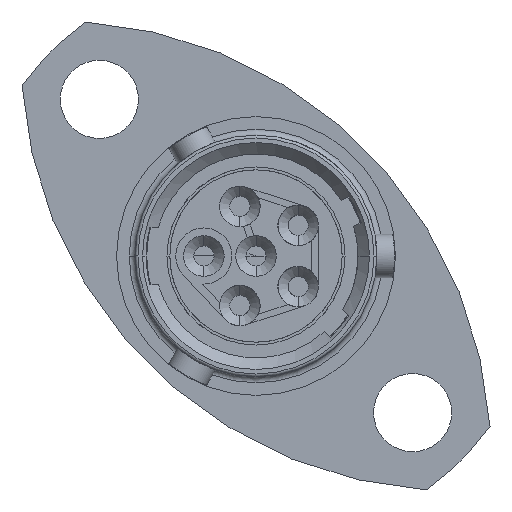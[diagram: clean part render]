
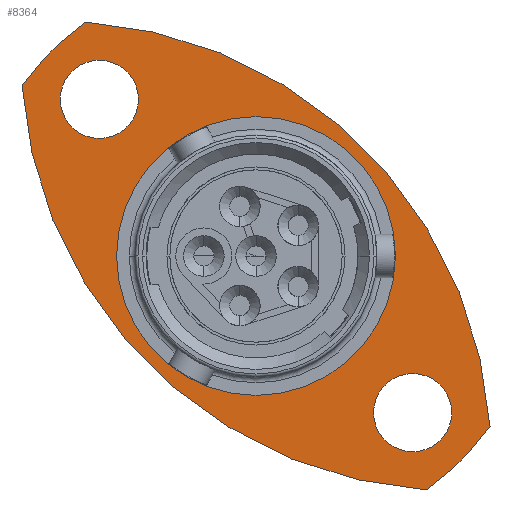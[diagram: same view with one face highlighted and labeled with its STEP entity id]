
A CAD part, left-side view. The second image highlights one B-rep face of the part: STEP entity #8364.
In plain terms, the highlighted planar face has unit normal (-1, 0, 0).
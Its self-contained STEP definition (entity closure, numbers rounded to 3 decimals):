
#5 = EDGE_CURVE ( 'NONE', #2188, #2198, #578, .T. ) ;
#9 = EDGE_CURVE ( 'NONE', #2388, #2302, #570, .T. ) ;
#267 = EDGE_CURVE ( 'NONE', #2306, #2253, #5532, .T. ) ;
#305 = EDGE_CURVE ( 'NONE', #11707, #2273, #5701, .T. ) ;
#307 = EDGE_CURVE ( 'NONE', #2302, #2388, #5155, .T. ) ;
#308 = EDGE_CURVE ( 'NONE', #2198, #2188, #5682, .T. ) ;
#309 = EDGE_CURVE ( 'NONE', #2253, #11707, #5216, .T. ) ;
#310 = EDGE_CURVE ( 'NONE', #2273, #2306, #5372, .T. ) ;
#311 = EDGE_CURVE ( 'NONE', #2247, #2296, #5708, .T. ) ;
#531 = AXIS2_PLACEMENT_3D ( 'NONE', #10458, #10460, #10455 ) ;
#570 = CIRCLE ( 'NONE', #531, 1.35 ) ;
#578 = CIRCLE ( 'NONE', #581, 1.35 ) ;
#581 = AXIS2_PLACEMENT_3D ( 'NONE', #10568, #10567, #10566 ) ;
#852 = CARTESIAN_POINT ( 'NONE',  ( -1.3, 8.085, 5.892 ) ) ;
#2188 = VERTEX_POINT ( 'NONE', #2783 ) ;
#2198 = VERTEX_POINT ( 'NONE', #2762 ) ;
#2247 = VERTEX_POINT ( 'NONE', #2711 ) ;
#2253 = VERTEX_POINT ( 'NONE', #10713 ) ;
#2273 = VERTEX_POINT ( 'NONE', #10696 ) ;
#2296 = VERTEX_POINT ( 'NONE', #10727 ) ;
#2302 = VERTEX_POINT ( 'NONE', #10737 ) ;
#2306 = VERTEX_POINT ( 'NONE', #10741 ) ;
#2388 = VERTEX_POINT ( 'NONE', #6345 ) ;
#2711 = CARTESIAN_POINT ( 'NONE',  ( -1.3, -4.807, 0. ) ) ;
#2762 = CARTESIAN_POINT ( 'NONE',  ( -1.3, 4.064, 5.409 ) ) ;
#2783 = CARTESIAN_POINT ( 'NONE',  ( -1.3, 6.764, 5.409 ) ) ;
#3556 = DIRECTION ( 'NONE',  ( 0., 1., 0. ) ) ;
#3558 = DIRECTION ( 'NONE',  ( 1., 0., 0. ) ) ;
#3559 = CARTESIAN_POINT ( 'NONE',  ( -1.3, 0.005, 0. ) ) ;
#3560 = DIRECTION ( 'NONE',  ( 0., -1., 0. ) ) ;
#3561 = DIRECTION ( 'NONE',  ( 1., 0., 0. ) ) ;
#3562 = CARTESIAN_POINT ( 'NONE',  ( -1.3, 6.892, -6.887 ) ) ;
#3566 = DIRECTION ( 'NONE',  ( 0., -1., 0. ) ) ;
#3567 = DIRECTION ( 'NONE',  ( 1., 0., 0. ) ) ;
#3568 = CARTESIAN_POINT ( 'NONE',  ( -1.3, -6.882, 6.887 ) ) ;
#3905 = DIRECTION ( 'NONE',  ( 0., -1., 0. ) ) ;
#3906 = DIRECTION ( 'NONE',  ( -1., 0., 0. ) ) ;
#3907 = CARTESIAN_POINT ( 'NONE',  ( -1.3, -10.029, 0. ) ) ;
#3917 = FACE_BOUND ( 'NONE', #7927, .T. ) ;
#3919 = FACE_OUTER_BOUND ( 'NONE', #7673, .T. ) ;
#3921 = FACE_BOUND ( 'NONE', #7595, .T. ) ;
#3923 = FACE_BOUND ( 'NONE', #7918, .T. ) ;
#3924 = PLANE ( 'NONE',  #4609 ) ;
#4609 = AXIS2_PLACEMENT_3D ( 'NONE', #3907, #3906, #3905 ) ;
#5090 = AXIS2_PLACEMENT_3D ( 'NONE', #3559, #3558, #3556 ) ;
#5094 = AXIS2_PLACEMENT_3D ( 'NONE', #10255, #10274, #10199 ) ;
#5136 = AXIS2_PLACEMENT_3D ( 'NONE', #3562, #3561, #3560 ) ;
#5155 = CIRCLE ( 'NONE', #5094, 1.35 ) ;
#5175 = AXIS2_PLACEMENT_3D ( 'NONE', #10123, #10122, #10068 ) ;
#5205 = AXIS2_PLACEMENT_3D ( 'NONE', #10308, #10311, #10181 ) ;
#5211 = AXIS2_PLACEMENT_3D ( 'NONE', #6204, #6203, #6202 ) ;
#5216 = CIRCLE ( 'NONE', #5715, 15. ) ;
#5372 = CIRCLE ( 'NONE', #5136, 15. ) ;
#5480 = CIRCLE ( 'NONE', #5211, 4.813 ) ;
#5532 = CIRCLE ( 'NONE', #5175, 10. ) ;
#5682 = CIRCLE ( 'NONE', #5757, 1.35 ) ;
#5701 = CIRCLE ( 'NONE', #5205, 10. ) ;
#5708 = CIRCLE ( 'NONE', #5090, 4.813 ) ;
#5715 = AXIS2_PLACEMENT_3D ( 'NONE', #3568, #3567, #3566 ) ;
#5757 = AXIS2_PLACEMENT_3D ( 'NONE', #10372, #10346, #10318 ) ;
#6202 = DIRECTION ( 'NONE',  ( 0., 1., 0. ) ) ;
#6203 = DIRECTION ( 'NONE',  ( 1., 0., 0. ) ) ;
#6204 = CARTESIAN_POINT ( 'NONE',  ( -1.3, 0.005, 0. ) ) ;
#6345 = CARTESIAN_POINT ( 'NONE',  ( -1.3, -4.054, -5.409 ) ) ;
#7459 = ORIENTED_EDGE ( 'NONE', *, *, #307, .F. ) ;
#7463 = ORIENTED_EDGE ( 'NONE', *, *, #9, .F. ) ;
#7464 = ORIENTED_EDGE ( 'NONE', *, *, #8128, .T. ) ;
#7467 = ORIENTED_EDGE ( 'NONE', *, *, #5, .F. ) ;
#7504 = ORIENTED_EDGE ( 'NONE', *, *, #305, .F. ) ;
#7510 = ORIENTED_EDGE ( 'NONE', *, *, #311, .T. ) ;
#7513 = ORIENTED_EDGE ( 'NONE', *, *, #267, .F. ) ;
#7521 = ORIENTED_EDGE ( 'NONE', *, *, #309, .F. ) ;
#7595 = EDGE_LOOP ( 'NONE', ( #7838, #7467 ) ) ;
#7673 = EDGE_LOOP ( 'NONE', ( #7521, #7513, #7680, #7504 ) ) ;
#7680 = ORIENTED_EDGE ( 'NONE', *, *, #310, .F. ) ;
#7838 = ORIENTED_EDGE ( 'NONE', *, *, #308, .F. ) ;
#7918 = EDGE_LOOP ( 'NONE', ( #7459, #7463 ) ) ;
#7927 = EDGE_LOOP ( 'NONE', ( #7464, #7510 ) ) ;
#8128 = EDGE_CURVE ( 'NONE', #2296, #2247, #5480, .T. ) ;
#8364 = ADVANCED_FACE ( 'NONE', ( #3923, #3921, #3919, #3917 ), #3924, .T. ) ;
#10068 = DIRECTION ( 'NONE',  ( 0., 1., 0. ) ) ;
#10122 = DIRECTION ( 'NONE',  ( 1., 0., 0. ) ) ;
#10123 = CARTESIAN_POINT ( 'NONE',  ( -1.3, 0.005, 0. ) ) ;
#10181 = DIRECTION ( 'NONE',  ( 0., 1., 0. ) ) ;
#10199 = DIRECTION ( 'NONE',  ( 0., -1., 0. ) ) ;
#10255 = CARTESIAN_POINT ( 'NONE',  ( -1.3, -5.404, -5.409 ) ) ;
#10274 = DIRECTION ( 'NONE',  ( -1., 0., 0. ) ) ;
#10308 = CARTESIAN_POINT ( 'NONE',  ( -1.3, 0.005, 0. ) ) ;
#10311 = DIRECTION ( 'NONE',  ( 1., 0., 0. ) ) ;
#10318 = DIRECTION ( 'NONE',  ( 0., -1., 0. ) ) ;
#10346 = DIRECTION ( 'NONE',  ( -1., 0., 0. ) ) ;
#10372 = CARTESIAN_POINT ( 'NONE',  ( -1.3, 5.414, 5.409 ) ) ;
#10455 = DIRECTION ( 'NONE',  ( 0., -1., 0. ) ) ;
#10458 = CARTESIAN_POINT ( 'NONE',  ( -1.3, -5.404, -5.409 ) ) ;
#10460 = DIRECTION ( 'NONE',  ( -1., 0., 0. ) ) ;
#10566 = DIRECTION ( 'NONE',  ( 0., -1., 0. ) ) ;
#10567 = DIRECTION ( 'NONE',  ( -1., 0., 0. ) ) ;
#10568 = CARTESIAN_POINT ( 'NONE',  ( -1.3, 5.414, 5.409 ) ) ;
#10696 = CARTESIAN_POINT ( 'NONE',  ( -1.3, 5.897, 8.08 ) ) ;
#10713 = CARTESIAN_POINT ( 'NONE',  ( -1.3, -5.887, -8.08 ) ) ;
#10727 = CARTESIAN_POINT ( 'NONE',  ( -1.3, 4.818, 0. ) ) ;
#10737 = CARTESIAN_POINT ( 'NONE',  ( -1.3, -6.754, -5.409 ) ) ;
#10741 = CARTESIAN_POINT ( 'NONE',  ( -1.3, -8.075, -5.892 ) ) ;
#11707 = VERTEX_POINT ( 'NONE', #852 ) ;
